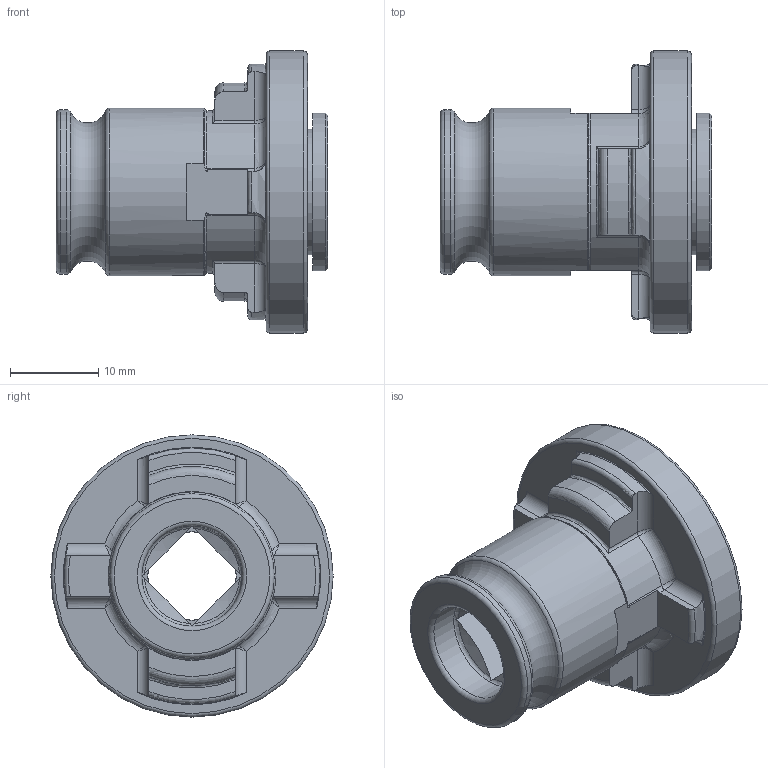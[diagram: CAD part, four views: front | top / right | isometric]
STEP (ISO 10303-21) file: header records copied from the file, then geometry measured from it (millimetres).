
FILE_DESCRIPTION (( 'STEP AP214' ), '1' );
FILE_NAME ('Go1.U10.K01.007.STEP', '2019-08-12T09:49:10', ( '' ), ( '' ), 'SwSTEP 2.0', 'SolidWorks 2017', '' );
FILE_SCHEMA (( 'AUTOMOTIVE_DESIGN' ));
Length unit declared in the file: millimetre
Products named in the file (1): Go1.U10.K01.007
Bounding box: 30.8 x 32 x 32 mm (x, y, z)
Volume: 8171.4 mm3; surface area: 4952.3 mm2
Topology: 1 solids, 1 shells, 113 faces, 284 edges, 169 vertices
Faces by surface type: plane 36, torus 32, cylinder 32, bspline 8, sphere 4, cone 1
Full cylindrical faces by diameter (mm): 10 x1, 11.4 x1, 14.2 x1, 17.9 x1, 18.65 x1, 19 x1, 22.8 x1, 32 x1
Entity records: 4919 total; most frequent: CARTESIAN_POINT 1362, ORIENTED_EDGE 510, DIRECTION 486, EDGE_CURVE 255, AXIS2_PLACEMENT_3D 201, VERTEX_POINT 167, EDGE_LOOP 138, FACE_OUTER_BOUND 131
